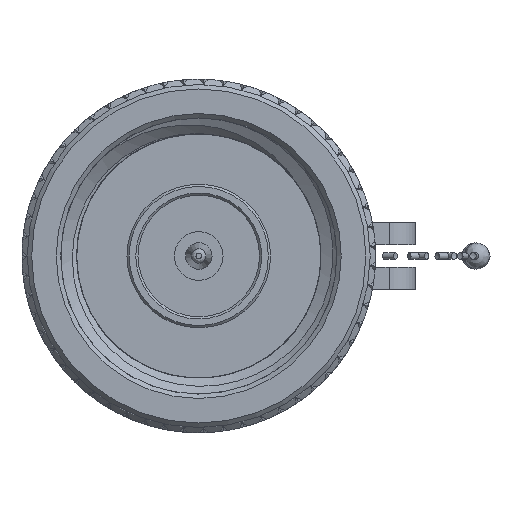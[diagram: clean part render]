
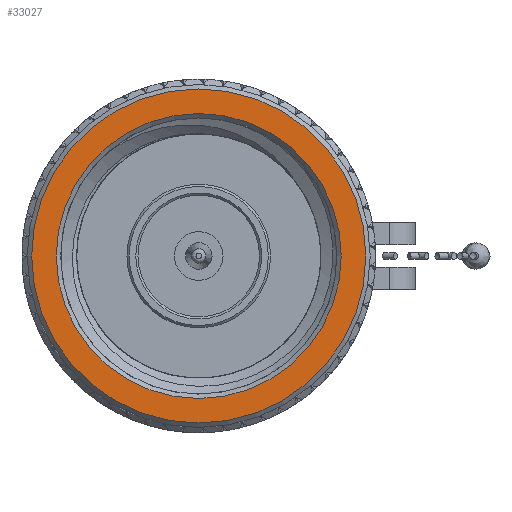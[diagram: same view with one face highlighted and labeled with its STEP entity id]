
A CAD part, left-side view. The second image highlights one B-rep face of the part: STEP entity #33027.
In plain terms, the highlighted planar face has unit normal (-1, 0, 0).
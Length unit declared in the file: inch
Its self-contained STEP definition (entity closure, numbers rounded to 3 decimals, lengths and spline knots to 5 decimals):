
#2162 = AXIS2_PLACEMENT_3D ( 'NONE', #19874, #69144, #48156 ) ;
#3165 = AXIS2_PLACEMENT_3D ( 'NONE', #37784, #52784, #87028 ) ;
#14245 = CARTESIAN_POINT ( 'NONE',  ( 0., 0.38809, 0. ) ) ;
#17537 = VERTEX_POINT ( 'NONE', #44940 ) ;
#19874 = CARTESIAN_POINT ( 'NONE',  ( 0., 0., 0. ) ) ;
#23529 = ORIENTED_EDGE ( 'NONE', *, *, #62485, .T. ) ;
#27011 = DIRECTION ( 'NONE',  ( 0., -1., 0. ) ) ;
#31260 = CARTESIAN_POINT ( 'NONE',  ( 0., 0., 0.3225 ) ) ;
#32984 = PLANE ( 'NONE',  #61870 ) ;
#33027 = ADVANCED_FACE ( 'NONE', ( #68525, #47560 ), #32984, .T. ) ;
#35555 = EDGE_CURVE ( 'NONE', #79619, #79619, #39604, .T. ) ;
#37784 = CARTESIAN_POINT ( 'NONE',  ( 0., 0., 0. ) ) ;
#39604 = CIRCLE ( 'NONE', #3165, 0.3225 ) ;
#44940 = CARTESIAN_POINT ( 'NONE',  ( 0., 0.37809, 0. ) ) ;
#47560 = FACE_BOUND ( 'NONE', #60127, .T. ) ;
#48156 = DIRECTION ( 'NONE',  ( 0., 1., 0. ) ) ;
#48916 = DIRECTION ( 'NONE',  ( -1., 0., 0. ) ) ;
#52784 = DIRECTION ( 'NONE',  ( 1., 0., 0. ) ) ;
#60127 = EDGE_LOOP ( 'NONE', ( #86415 ) ) ;
#61870 = AXIS2_PLACEMENT_3D ( 'NONE', #14245, #48916, #27011 ) ;
#62485 = EDGE_CURVE ( 'NONE', #17537, #17537, #72159, .T. ) ;
#68525 = FACE_OUTER_BOUND ( 'NONE', #77942, .T. ) ;
#69144 = DIRECTION ( 'NONE',  ( -1., 0., 0. ) ) ;
#72159 = CIRCLE ( 'NONE', #2162, 0.37809 ) ;
#77942 = EDGE_LOOP ( 'NONE', ( #23529 ) ) ;
#79619 = VERTEX_POINT ( 'NONE', #31260 ) ;
#86415 = ORIENTED_EDGE ( 'NONE', *, *, #35555, .T. ) ;
#87028 = DIRECTION ( 'NONE',  ( 0., 0., 1. ) ) ;
